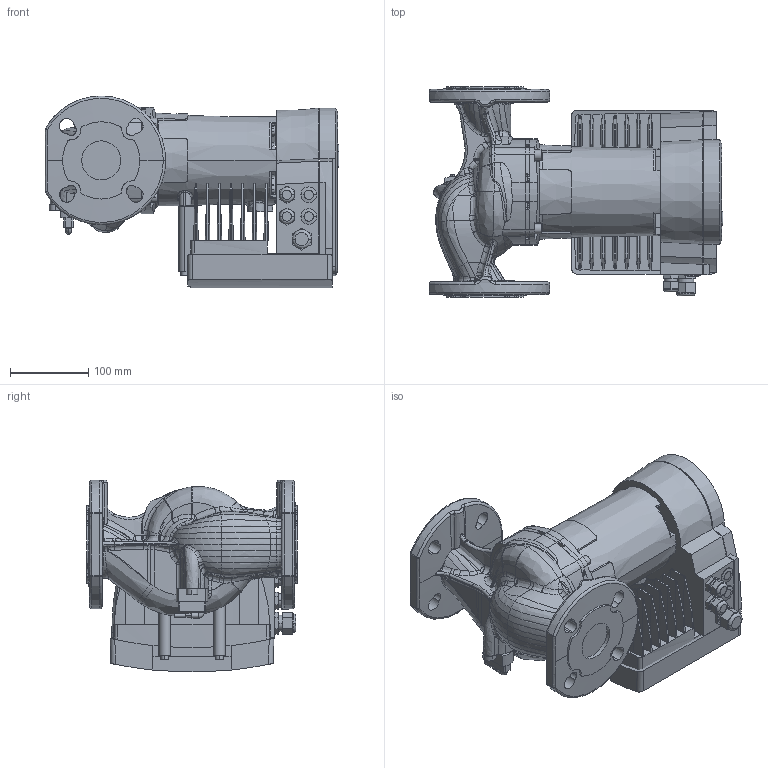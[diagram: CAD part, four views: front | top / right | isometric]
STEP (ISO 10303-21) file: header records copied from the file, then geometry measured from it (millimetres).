
FILE_DESCRIPTION (( 'STEP AP214' ), '1' );
FILE_NAME ('ModulA 50-12 270 RED.STEP', '2014-07-15T11:55:22', ( '' ), ( '' ), 'SwSTEP 2.0', 'SolidWorks 2011', '' );
FILE_SCHEMA (( 'AUTOMOTIVE_DESIGN' ));
Length unit declared in the file: millimetre
Products named in the file (1): ModulA 50-12 270 RED
Bounding box: 376.7 x 270 x 246 mm (x, y, z)
Volume: 9260921.8 mm3; surface area: 868681.5 mm2
Topology: 12 solids, 12 shells, 1874 faces, 4778 edges, 2956 vertices
Faces by surface type: bspline 833, plane 495, cylinder 330, cone 135, torus 49, sphere 32
Entity records: 150058 total; most frequent: CARTESIAN_POINT 91343, ORIENTED_EDGE 9478, DIRECTION 5306, EDGE_CURVE 4739, VERTEX_POINT 2956, B_SPLINE_CURVE_WITH_KNOTS 2187, EDGE_LOOP 1965, AXIS2_PLACEMENT_3D 1904
